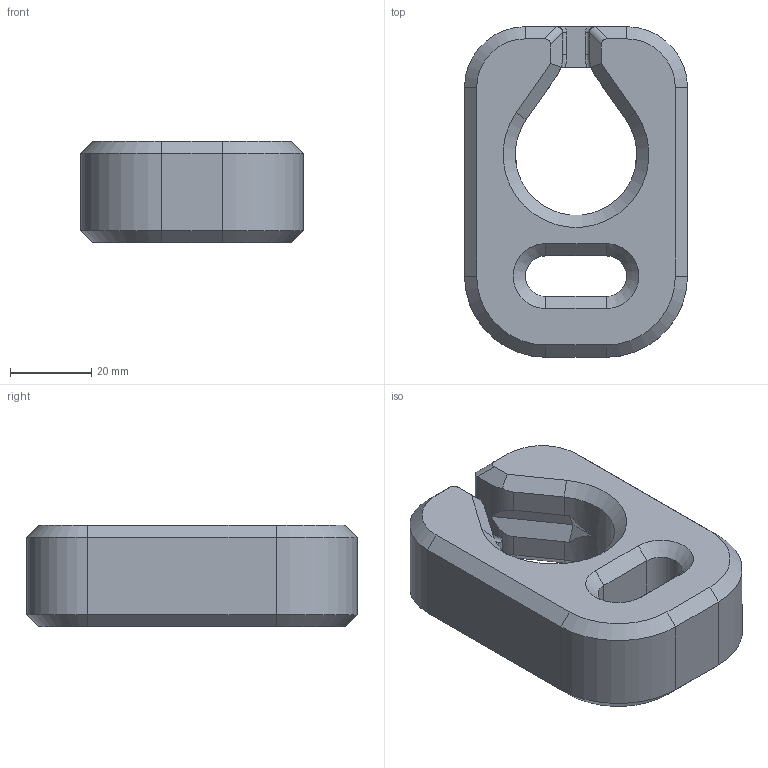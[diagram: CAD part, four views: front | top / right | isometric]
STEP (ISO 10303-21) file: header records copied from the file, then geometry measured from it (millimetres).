
FILE_DESCRIPTION(/* description */ (''),/* implementation_level */ '2;1');
FILE_NAME(/* name */ 'Clamp.step',/* time_stamp */ '2025-08-19T17:11:52-06:00',/* author */ (''),/* organization */ (''),/* preprocessor_version */ 'ST-DEVELOPER v20.1',/* originating_system */ 'Autodesk Translation Framework v14.10.0.0',/* authorisation */ '');
FILE_SCHEMA (('AUTOMOTIVE_DESIGN { 1 0 10303 214 3 1 1 }'));
Length unit declared in the file: millimetre
Products named in the file (1): Clamp
Bounding box: 55 x 81.51 x 25 mm (x, y, z)
Volume: 74448.5 mm3; surface area: 15277.8 mm2
Topology: 1 solids, 1 shells, 85 faces, 214 edges, 130 vertices
Faces by surface type: plane 48, cylinder 19, cone 14, torus 4
Entity records: 2582 total; most frequent: CARTESIAN_POINT 490, DIRECTION 442, ORIENTED_EDGE 428, EDGE_CURVE 214, AXIS2_PLACEMENT_3D 150, LINE 142, VECTOR 142, VERTEX_POINT 130
